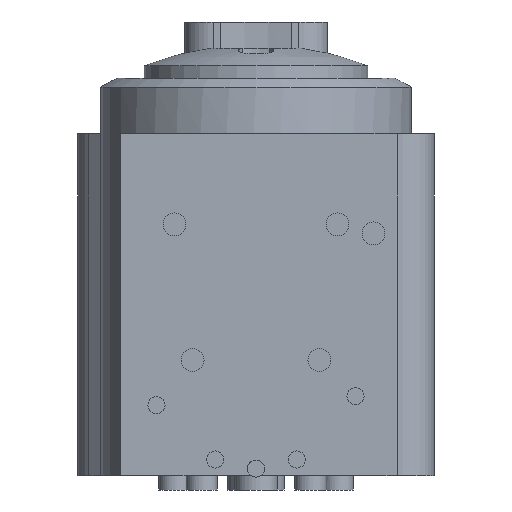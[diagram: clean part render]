
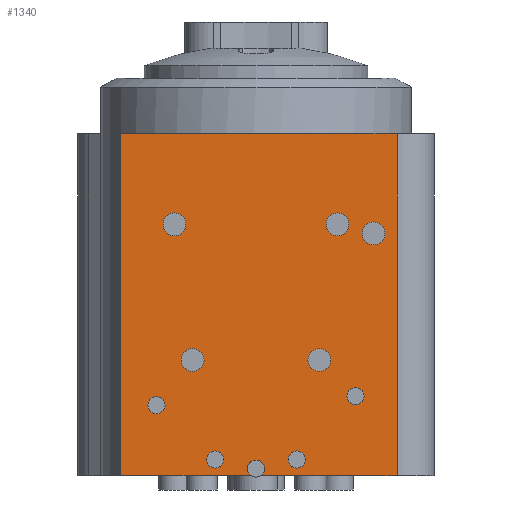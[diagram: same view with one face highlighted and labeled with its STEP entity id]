
A CAD part, front view. The second image highlights one B-rep face of the part: STEP entity #1340.
In plain terms, the highlighted planar face has unit normal (0, -1, 0).
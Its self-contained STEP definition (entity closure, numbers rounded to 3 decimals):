
#71=FACE_BOUND('',#215,.T.);
#72=FACE_BOUND('',#216,.T.);
#73=FACE_BOUND('',#217,.T.);
#74=FACE_BOUND('',#218,.T.);
#75=FACE_BOUND('',#219,.T.);
#76=FACE_BOUND('',#220,.T.);
#77=FACE_BOUND('',#221,.T.);
#78=FACE_BOUND('',#222,.T.);
#79=FACE_BOUND('',#223,.T.);
#126=FACE_OUTER_BOUND('',#214,.T.);
#214=EDGE_LOOP('',(#1124,#1125,#1126,#1127,#1128,#1129,#1130));
#215=EDGE_LOOP('',(#1131,#1132));
#216=EDGE_LOOP('',(#1133,#1134));
#217=EDGE_LOOP('',(#1135));
#218=EDGE_LOOP('',(#1136));
#219=EDGE_LOOP('',(#1137));
#220=EDGE_LOOP('',(#1138));
#221=EDGE_LOOP('',(#1139));
#222=EDGE_LOOP('',(#1140));
#223=EDGE_LOOP('',(#1141));
#259=LINE('',#2072,#338);
#262=LINE('',#2087,#341);
#264=LINE('',#2091,#343);
#314=LINE('',#2463,#393);
#315=LINE('',#2468,#394);
#338=VECTOR('',#1603,19.4);
#341=VECTOR('',#1618,9.576);
#343=VECTOR('',#1620,9.176);
#393=VECTOR('',#1908,24.);
#394=VECTOR('',#1915,24.);
#502=CIRCLE('',#1522,0.6);
#503=CIRCLE('',#1523,0.6);
#504=CIRCLE('',#1524,0.8);
#505=CIRCLE('',#1525,0.8);
#506=CIRCLE('',#1526,0.8);
#507=CIRCLE('',#1527,0.8);
#508=CIRCLE('',#1528,0.8);
#509=CIRCLE('',#1529,0.8);
#510=CIRCLE('',#1530,0.6);
#511=CIRCLE('',#1531,0.6);
#512=CIRCLE('',#1532,0.6);
#513=CIRCLE('',#1533,0.6);
#514=CIRCLE('',#1534,0.8);
#538=VERTEX_POINT('',#2069);
#539=VERTEX_POINT('',#2071);
#544=VERTEX_POINT('',#2085);
#545=VERTEX_POINT('',#2086);
#546=VERTEX_POINT('',#2088);
#547=VERTEX_POINT('',#2090);
#639=VERTEX_POINT('',#2465);
#640=VERTEX_POINT('',#2469);
#641=VERTEX_POINT('',#2470);
#642=VERTEX_POINT('',#2473);
#643=VERTEX_POINT('',#2474);
#644=VERTEX_POINT('',#2477);
#645=VERTEX_POINT('',#2479);
#646=VERTEX_POINT('',#2481);
#647=VERTEX_POINT('',#2483);
#648=VERTEX_POINT('',#2485);
#649=VERTEX_POINT('',#2487);
#650=VERTEX_POINT('',#2489);
#673=EDGE_CURVE('',#538,#539,#259,.T.);
#680=EDGE_CURVE('',#544,#545,#262,.T.);
#682=EDGE_CURVE('',#547,#546,#264,.T.);
#814=EDGE_CURVE('',#538,#547,#314,.T.);
#815=EDGE_CURVE('',#546,#639,#502,.T.);
#816=EDGE_CURVE('',#639,#544,#503,.T.);
#817=EDGE_CURVE('',#539,#545,#315,.T.);
#818=EDGE_CURVE('',#640,#641,#504,.T.);
#819=EDGE_CURVE('',#641,#640,#505,.T.);
#820=EDGE_CURVE('',#642,#643,#506,.T.);
#821=EDGE_CURVE('',#643,#642,#507,.T.);
#822=EDGE_CURVE('',#644,#644,#508,.T.);
#823=EDGE_CURVE('',#645,#645,#509,.T.);
#824=EDGE_CURVE('',#646,#646,#510,.T.);
#825=EDGE_CURVE('',#647,#647,#511,.T.);
#826=EDGE_CURVE('',#648,#648,#512,.T.);
#827=EDGE_CURVE('',#649,#649,#513,.T.);
#828=EDGE_CURVE('',#650,#650,#514,.T.);
#1124=ORIENTED_EDGE('',*,*,#815,.T.);
#1125=ORIENTED_EDGE('',*,*,#816,.T.);
#1126=ORIENTED_EDGE('',*,*,#680,.T.);
#1127=ORIENTED_EDGE('',*,*,#817,.F.);
#1128=ORIENTED_EDGE('',*,*,#673,.F.);
#1129=ORIENTED_EDGE('',*,*,#814,.T.);
#1130=ORIENTED_EDGE('',*,*,#682,.T.);
#1131=ORIENTED_EDGE('',*,*,#818,.F.);
#1132=ORIENTED_EDGE('',*,*,#819,.F.);
#1133=ORIENTED_EDGE('',*,*,#820,.F.);
#1134=ORIENTED_EDGE('',*,*,#821,.F.);
#1135=ORIENTED_EDGE('',*,*,#822,.T.);
#1136=ORIENTED_EDGE('',*,*,#823,.T.);
#1137=ORIENTED_EDGE('',*,*,#824,.T.);
#1138=ORIENTED_EDGE('',*,*,#825,.T.);
#1139=ORIENTED_EDGE('',*,*,#826,.T.);
#1140=ORIENTED_EDGE('',*,*,#827,.T.);
#1141=ORIENTED_EDGE('',*,*,#828,.T.);
#1280=PLANE('',#1521);
#1340=ADVANCED_FACE('',(#126,#71,#72,#73,#74,#75,#76,#77,#78,#79),#1280,
 .T.);
#1521=AXIS2_PLACEMENT_3D('',#2464,#1909,#1910);
#1522=AXIS2_PLACEMENT_3D('',#2466,#1911,#1912);
#1523=AXIS2_PLACEMENT_3D('',#2467,#1913,#1914);
#1524=AXIS2_PLACEMENT_3D('',#2471,#1916,#1917);
#1525=AXIS2_PLACEMENT_3D('',#2472,#1918,#1919);
#1526=AXIS2_PLACEMENT_3D('',#2475,#1920,#1921);
#1527=AXIS2_PLACEMENT_3D('',#2476,#1922,#1923);
#1528=AXIS2_PLACEMENT_3D('',#2478,#1924,#1925);
#1529=AXIS2_PLACEMENT_3D('',#2480,#1926,#1927);
#1530=AXIS2_PLACEMENT_3D('',#2482,#1928,#1929);
#1531=AXIS2_PLACEMENT_3D('',#2484,#1930,#1931);
#1532=AXIS2_PLACEMENT_3D('',#2486,#1932,#1933);
#1533=AXIS2_PLACEMENT_3D('',#2488,#1934,#1935);
#1534=AXIS2_PLACEMENT_3D('',#2490,#1936,#1937);
#1603=DIRECTION('',(1.,0.,0.));
#1618=DIRECTION('',(1.,0.,0.));
#1620=DIRECTION('',(1.,0.,0.));
#1908=DIRECTION('',(0.,0.,-1.));
#1909=DIRECTION('center_axis',(0.,-1.,0.));
#1910=DIRECTION('ref_axis',(1.,0.,0.));
#1911=DIRECTION('center_axis',(0.,1.,0.));
#1912=DIRECTION('ref_axis',(-1.,0.,0.));
#1913=DIRECTION('center_axis',(0.,1.,0.));
#1914=DIRECTION('ref_axis',(-1.,0.,0.));
#1915=DIRECTION('',(0.,0.,-1.));
#1916=DIRECTION('center_axis',(0.,-1.,0.));
#1917=DIRECTION('ref_axis',(-1.,0.,0.));
#1918=DIRECTION('center_axis',(0.,-1.,0.));
#1919=DIRECTION('ref_axis',(-1.,0.,0.));
#1920=DIRECTION('center_axis',(0.,-1.,0.));
#1921=DIRECTION('ref_axis',(-1.,0.,0.));
#1922=DIRECTION('center_axis',(0.,-1.,0.));
#1923=DIRECTION('ref_axis',(-1.,0.,0.));
#1924=DIRECTION('center_axis',(0.,1.,0.));
#1925=DIRECTION('ref_axis',(-1.,0.,0.));
#1926=DIRECTION('center_axis',(0.,1.,0.));
#1927=DIRECTION('ref_axis',(-1.,0.,0.));
#1928=DIRECTION('center_axis',(0.,1.,0.));
#1929=DIRECTION('ref_axis',(-1.,0.,0.));
#1930=DIRECTION('center_axis',(0.,1.,0.));
#1931=DIRECTION('ref_axis',(-1.,0.,0.));
#1932=DIRECTION('center_axis',(0.,1.,0.));
#1933=DIRECTION('ref_axis',(-1.,0.,0.));
#1934=DIRECTION('center_axis',(0.,1.,0.));
#1935=DIRECTION('ref_axis',(-1.,0.,0.));
#1936=DIRECTION('center_axis',(0.,1.,0.));
#1937=DIRECTION('ref_axis',(-1.,0.,0.));
#2069=CARTESIAN_POINT('',(-9.5,-12.5,0.));
#2071=CARTESIAN_POINT('',(9.9,-12.5,0.));
#2072=CARTESIAN_POINT('',(-9.5,-12.5,0.));
#2085=CARTESIAN_POINT('',(0.324,-12.5,-24.));
#2086=CARTESIAN_POINT('',(9.9,-12.5,-24.));
#2087=CARTESIAN_POINT('',(0.324,-12.5,-24.));
#2088=CARTESIAN_POINT('',(-0.324,-12.5,-24.));
#2090=CARTESIAN_POINT('',(-9.5,-12.5,-24.));
#2091=CARTESIAN_POINT('',(-9.5,-12.5,-24.));
#2463=CARTESIAN_POINT('',(-9.5,-12.5,0.));
#2464=CARTESIAN_POINT('Origin',(-9.5,-12.5,0.));
#2465=CARTESIAN_POINT('',(0.6,-12.5,-23.495));
#2466=CARTESIAN_POINT('Origin',(0.,-12.5,-23.495));
#2467=CARTESIAN_POINT('Origin',(0.,-12.5,-23.495));
#2468=CARTESIAN_POINT('',(9.9,-12.5,0.));
#2469=CARTESIAN_POINT('',(4.915,-12.5,-6.35));
#2470=CARTESIAN_POINT('',(6.515,-12.5,-6.35));
#2471=CARTESIAN_POINT('Origin',(5.715,-12.5,-6.35));
#2472=CARTESIAN_POINT('Origin',(5.715,-12.5,-6.35));
#2473=CARTESIAN_POINT('',(-6.515,-12.5,-6.35));
#2474=CARTESIAN_POINT('',(-4.915,-12.5,-6.35));
#2475=CARTESIAN_POINT('Origin',(-5.715,-12.5,-6.35));
#2476=CARTESIAN_POINT('Origin',(-5.715,-12.5,-6.35));
#2477=CARTESIAN_POINT('',(-3.645,-12.5,-15.875));
#2478=CARTESIAN_POINT('Origin',(-4.445,-12.5,-15.875));
#2479=CARTESIAN_POINT('',(5.245,-12.5,-15.875));
#2480=CARTESIAN_POINT('Origin',(4.445,-12.5,-15.875));
#2481=CARTESIAN_POINT('',(7.585,-12.5,-18.415));
#2482=CARTESIAN_POINT('Origin',(6.985,-12.5,-18.415));
#2483=CARTESIAN_POINT('',(-6.385,-12.5,-19.05));
#2484=CARTESIAN_POINT('Origin',(-6.985,-12.5,-19.05));
#2485=CARTESIAN_POINT('',(3.458,-12.5,-22.86));
#2486=CARTESIAN_POINT('Origin',(2.858,-12.5,-22.86));
#2487=CARTESIAN_POINT('',(-2.258,-12.5,-22.86));
#2488=CARTESIAN_POINT('Origin',(-2.858,-12.5,-22.86));
#2489=CARTESIAN_POINT('',(9.055,-12.5,-6.985));
#2490=CARTESIAN_POINT('Origin',(8.255,-12.5,-6.985));
